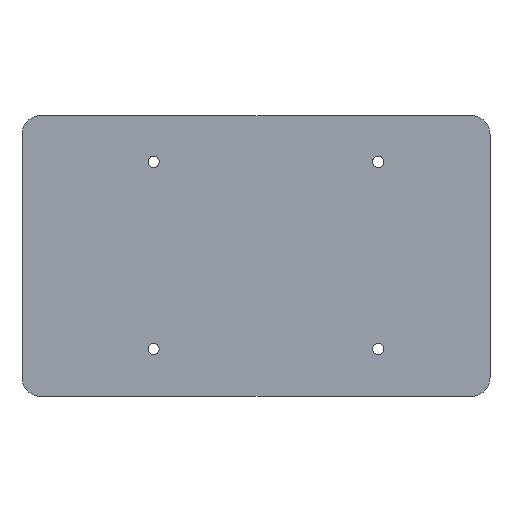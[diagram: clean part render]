
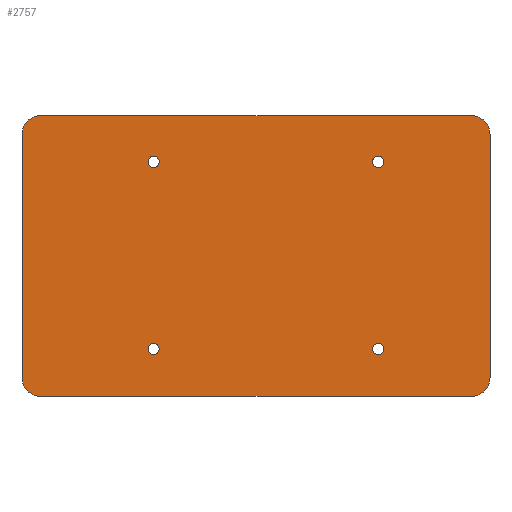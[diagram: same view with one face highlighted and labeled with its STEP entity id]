
A CAD part, front view. The second image highlights one B-rep face of the part: STEP entity #2757.
In plain terms, the highlighted planar face has unit normal (0, -1, 0).
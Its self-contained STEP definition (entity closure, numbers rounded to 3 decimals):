
#106 = CIRCLE ( 'NONE', #4423, 3. ) ;
#123 = DIRECTION ( 'NONE',  ( 0., 1., 0. ) ) ;
#131 = CARTESIAN_POINT ( 'NONE',  ( -125., 0., -65. ) ) ;
#152 = EDGE_CURVE ( 'NONE', #8951, #271, #106, .T. ) ;
#162 = EDGE_CURVE ( 'NONE', #8056, #2752, #3529, .T. ) ;
#216 = EDGE_LOOP ( 'NONE', ( #3396, #640 ) ) ;
#271 = VERTEX_POINT ( 'NONE', #8018 ) ;
#364 = DIRECTION ( 'NONE',  ( 0., 1., 0. ) ) ;
#640 = ORIENTED_EDGE ( 'NONE', *, *, #7314, .T. ) ;
#673 = FACE_BOUND ( 'NONE', #6502, .T. ) ;
#743 = DIRECTION ( 'NONE',  ( 0., 1., 0. ) ) ;
#786 = CARTESIAN_POINT ( 'NONE',  ( 65.319, 0., -49.688 ) ) ;
#867 = CARTESIAN_POINT ( 'NONE',  ( 115., 0., -65. ) ) ;
#890 = ORIENTED_EDGE ( 'NONE', *, *, #3222, .F. ) ;
#912 = CARTESIAN_POINT ( 'NONE',  ( 65.319, 0., 50.312 ) ) ;
#972 = EDGE_LOOP ( 'NONE', ( #7323, #1395 ) ) ;
#1001 = CIRCLE ( 'NONE', #3538, 3. ) ;
#1060 = CARTESIAN_POINT ( 'NONE',  ( -115., 0., 65. ) ) ;
#1263 = DIRECTION ( 'NONE',  ( 0., 1., 0. ) ) ;
#1328 = DIRECTION ( 'NONE',  ( 0., 0., 1. ) ) ;
#1368 = CARTESIAN_POINT ( 'NONE',  ( -125., 0., 65. ) ) ;
#1395 = ORIENTED_EDGE ( 'NONE', *, *, #4949, .T. ) ;
#1401 = CARTESIAN_POINT ( 'NONE',  ( -54.681, 0., -52.688 ) ) ;
#1427 = AXIS2_PLACEMENT_3D ( 'NONE', #867, #3722, #6359 ) ;
#1463 = DIRECTION ( 'NONE',  ( 0., 0., 1. ) ) ;
#1555 = FACE_BOUND ( 'NONE', #972, .T. ) ;
#1626 = CARTESIAN_POINT ( 'NONE',  ( 115., 0., 65. ) ) ;
#1648 = CARTESIAN_POINT ( 'NONE',  ( -54.681, 0., -46.688 ) ) ;
#1689 = DIRECTION ( 'NONE',  ( 0., 0., -1. ) ) ;
#1814 = ORIENTED_EDGE ( 'NONE', *, *, #2875, .T. ) ;
#1848 = AXIS2_PLACEMENT_3D ( 'NONE', #5159, #3724, #3201 ) ;
#1850 = EDGE_CURVE ( 'NONE', #8112, #3018, #4883, .T. ) ;
#1882 = AXIS2_PLACEMENT_3D ( 'NONE', #7740, #1263, #6337 ) ;
#2167 = CIRCLE ( 'NONE', #8259, 3. ) ;
#2193 = DIRECTION ( 'NONE',  ( 0., 1., 0. ) ) ;
#2210 = DIRECTION ( 'NONE',  ( 0., 0., 1. ) ) ;
#2334 = EDGE_LOOP ( 'NONE', ( #4150, #890, #6808, #3091, #4425, #3023, #7544, #5804 ) ) ;
#2413 = CARTESIAN_POINT ( 'NONE',  ( -54.681, 0., -49.688 ) ) ;
#2535 = CIRCLE ( 'NONE', #4863, 10. ) ;
#2591 = DIRECTION ( 'NONE',  ( 0., 1., 0. ) ) ;
#2619 = CIRCLE ( 'NONE', #5150, 10. ) ;
#2622 = VERTEX_POINT ( 'NONE', #6308 ) ;
#2752 = VERTEX_POINT ( 'NONE', #131 ) ;
#2757 = ADVANCED_FACE ( 'NONE', ( #1555, #4225, #673, #4966, #4323 ), #4413, .F. ) ;
#2875 = EDGE_CURVE ( 'NONE', #7254, #4929, #1001, .T. ) ;
#2958 = ORIENTED_EDGE ( 'NONE', *, *, #9098, .T. ) ;
#3018 = VERTEX_POINT ( 'NONE', #3330 ) ;
#3023 = ORIENTED_EDGE ( 'NONE', *, *, #8381, .F. ) ;
#3055 = EDGE_CURVE ( 'NONE', #4296, #4487, #6057, .T. ) ;
#3091 = ORIENTED_EDGE ( 'NONE', *, *, #4821, .F. ) ;
#3102 = AXIS2_PLACEMENT_3D ( 'NONE', #4549, #8077, #4461 ) ;
#3201 = DIRECTION ( 'NONE',  ( 0., 0., 1. ) ) ;
#3222 = EDGE_CURVE ( 'NONE', #3730, #3399, #8115, .T. ) ;
#3330 = CARTESIAN_POINT ( 'NONE',  ( -54.681, 0., 47.312 ) ) ;
#3396 = ORIENTED_EDGE ( 'NONE', *, *, #3055, .T. ) ;
#3399 = VERTEX_POINT ( 'NONE', #9090 ) ;
#3523 = VECTOR ( 'NONE', #1328, 1000. ) ;
#3529 = CIRCLE ( 'NONE', #1882, 10. ) ;
#3538 = AXIS2_PLACEMENT_3D ( 'NONE', #912, #3765, #3862 ) ;
#3579 = CARTESIAN_POINT ( 'NONE',  ( 65.319, 0., 47.312 ) ) ;
#3661 = CARTESIAN_POINT ( 'NONE',  ( -54.681, 0., -49.688 ) ) ;
#3722 = DIRECTION ( 'NONE',  ( 0., 1., 0. ) ) ;
#3724 = DIRECTION ( 'NONE',  ( 0., 1., 0. ) ) ;
#3730 = VERTEX_POINT ( 'NONE', #6060 ) ;
#3765 = DIRECTION ( 'NONE',  ( 0., 1., 0. ) ) ;
#3811 = ORIENTED_EDGE ( 'NONE', *, *, #3870, .T. ) ;
#3862 = DIRECTION ( 'NONE',  ( 0., 0., 1. ) ) ;
#3870 = EDGE_CURVE ( 'NONE', #271, #8951, #9163, .T. ) ;
#4006 = DIRECTION ( 'NONE',  ( 0., 1., 0. ) ) ;
#4014 = ORIENTED_EDGE ( 'NONE', *, *, #152, .T. ) ;
#4119 = AXIS2_PLACEMENT_3D ( 'NONE', #7794, #5753, #1463 ) ;
#4150 = ORIENTED_EDGE ( 'NONE', *, *, #7652, .F. ) ;
#4225 = FACE_BOUND ( 'NONE', #5867, .T. ) ;
#4296 = VERTEX_POINT ( 'NONE', #1648 ) ;
#4323 = FACE_OUTER_BOUND ( 'NONE', #2334, .T. ) ;
#4413 = PLANE ( 'NONE',  #1427 ) ;
#4423 = AXIS2_PLACEMENT_3D ( 'NONE', #4951, #7131, #8340 ) ;
#4425 = ORIENTED_EDGE ( 'NONE', *, *, #7331, .F. ) ;
#4461 = DIRECTION ( 'NONE',  ( 0., 0., 1. ) ) ;
#4487 = VERTEX_POINT ( 'NONE', #1401 ) ;
#4512 = CARTESIAN_POINT ( 'NONE',  ( 65.319, 0., 53.312 ) ) ;
#4540 = VECTOR ( 'NONE', #8226, 1000. ) ;
#4549 = CARTESIAN_POINT ( 'NONE',  ( -54.681, 0., 50.312 ) ) ;
#4610 = EDGE_CURVE ( 'NONE', #6100, #3730, #2535, .T. ) ;
#4682 = VECTOR ( 'NONE', #6133, 1000. ) ;
#4707 = EDGE_CURVE ( 'NONE', #5957, #8056, #4751, .T. ) ;
#4751 = LINE ( 'NONE', #8977, #4682 ) ;
#4821 = EDGE_CURVE ( 'NONE', #2622, #6100, #6094, .T. ) ;
#4863 = AXIS2_PLACEMENT_3D ( 'NONE', #1626, #364, #5222 ) ;
#4883 = CIRCLE ( 'NONE', #3102, 3. ) ;
#4929 = VERTEX_POINT ( 'NONE', #3579 ) ;
#4949 = EDGE_CURVE ( 'NONE', #3018, #8112, #5718, .T. ) ;
#4951 = CARTESIAN_POINT ( 'NONE',  ( 65.319, 0., -49.688 ) ) ;
#4966 = FACE_BOUND ( 'NONE', #216, .T. ) ;
#5084 = DIRECTION ( 'NONE',  ( 0., 0., 1. ) ) ;
#5150 = AXIS2_PLACEMENT_3D ( 'NONE', #1060, #4006, #8219 ) ;
#5159 = CARTESIAN_POINT ( 'NONE',  ( -54.681, 0., 50.312 ) ) ;
#5222 = DIRECTION ( 'NONE',  ( 0., 0., 1. ) ) ;
#5258 = DIRECTION ( 'NONE',  ( 0., 0., 1. ) ) ;
#5308 = AXIS2_PLACEMENT_3D ( 'NONE', #786, #743, #7729 ) ;
#5327 = CARTESIAN_POINT ( 'NONE',  ( 115., 0., -75. ) ) ;
#5398 = CARTESIAN_POINT ( 'NONE',  ( 115., 0., 75. ) ) ;
#5460 = VECTOR ( 'NONE', #1689, 1000. ) ;
#5718 = CIRCLE ( 'NONE', #1848, 3. ) ;
#5753 = DIRECTION ( 'NONE',  ( 0., 1., 0. ) ) ;
#5804 = ORIENTED_EDGE ( 'NONE', *, *, #4707, .F. ) ;
#5867 = EDGE_LOOP ( 'NONE', ( #1814, #2958 ) ) ;
#5957 = VERTEX_POINT ( 'NONE', #5327 ) ;
#5979 = CARTESIAN_POINT ( 'NONE',  ( 125., 0., 65. ) ) ;
#6034 = CARTESIAN_POINT ( 'NONE',  ( 115., 0., 75. ) ) ;
#6057 = CIRCLE ( 'NONE', #7393, 3. ) ;
#6060 = CARTESIAN_POINT ( 'NONE',  ( 125., 0., 65. ) ) ;
#6066 = CARTESIAN_POINT ( 'NONE',  ( -125., 0., 65. ) ) ;
#6094 = LINE ( 'NONE', #5398, #4540 ) ;
#6100 = VERTEX_POINT ( 'NONE', #6034 ) ;
#6133 = DIRECTION ( 'NONE',  ( -1., 0., 0. ) ) ;
#6232 = CARTESIAN_POINT ( 'NONE',  ( -54.681, 0., 53.312 ) ) ;
#6303 = LINE ( 'NONE', #1368, #3523 ) ;
#6308 = CARTESIAN_POINT ( 'NONE',  ( -115., 0., 75. ) ) ;
#6337 = DIRECTION ( 'NONE',  ( 0., 0., -1. ) ) ;
#6359 = DIRECTION ( 'NONE',  ( 0., 0., 1. ) ) ;
#6381 = CARTESIAN_POINT ( 'NONE',  ( 65.319, 0., 50.312 ) ) ;
#6485 = CIRCLE ( 'NONE', #4119, 10. ) ;
#6502 = EDGE_LOOP ( 'NONE', ( #3811, #4014 ) ) ;
#6605 = CIRCLE ( 'NONE', #7348, 3. ) ;
#6645 = VERTEX_POINT ( 'NONE', #6066 ) ;
#6808 = ORIENTED_EDGE ( 'NONE', *, *, #4610, .F. ) ;
#7131 = DIRECTION ( 'NONE',  ( 0., 1., 0. ) ) ;
#7254 = VERTEX_POINT ( 'NONE', #4512 ) ;
#7314 = EDGE_CURVE ( 'NONE', #4487, #4296, #2167, .T. ) ;
#7323 = ORIENTED_EDGE ( 'NONE', *, *, #1850, .T. ) ;
#7331 = EDGE_CURVE ( 'NONE', #6645, #2622, #2619, .T. ) ;
#7348 = AXIS2_PLACEMENT_3D ( 'NONE', #6381, #2193, #5084 ) ;
#7393 = AXIS2_PLACEMENT_3D ( 'NONE', #3661, #123, #2210 ) ;
#7459 = CARTESIAN_POINT ( 'NONE',  ( 65.319, 0., -52.688 ) ) ;
#7544 = ORIENTED_EDGE ( 'NONE', *, *, #162, .F. ) ;
#7652 = EDGE_CURVE ( 'NONE', #3399, #5957, #6485, .T. ) ;
#7723 = CARTESIAN_POINT ( 'NONE',  ( -115., 0., -75. ) ) ;
#7729 = DIRECTION ( 'NONE',  ( 0., 0., 1. ) ) ;
#7740 = CARTESIAN_POINT ( 'NONE',  ( -115., 0., -65. ) ) ;
#7794 = CARTESIAN_POINT ( 'NONE',  ( 115., 0., -65. ) ) ;
#8018 = CARTESIAN_POINT ( 'NONE',  ( 65.319, 0., -46.688 ) ) ;
#8056 = VERTEX_POINT ( 'NONE', #7723 ) ;
#8077 = DIRECTION ( 'NONE',  ( 0., 1., 0. ) ) ;
#8112 = VERTEX_POINT ( 'NONE', #6232 ) ;
#8115 = LINE ( 'NONE', #5979, #5460 ) ;
#8219 = DIRECTION ( 'NONE',  ( 0., 0., -1. ) ) ;
#8226 = DIRECTION ( 'NONE',  ( 1., 0., 0. ) ) ;
#8259 = AXIS2_PLACEMENT_3D ( 'NONE', #2413, #2591, #5258 ) ;
#8340 = DIRECTION ( 'NONE',  ( 0., 0., 1. ) ) ;
#8381 = EDGE_CURVE ( 'NONE', #2752, #6645, #6303, .T. ) ;
#8951 = VERTEX_POINT ( 'NONE', #7459 ) ;
#8977 = CARTESIAN_POINT ( 'NONE',  ( 115., 0., -75. ) ) ;
#9090 = CARTESIAN_POINT ( 'NONE',  ( 125., 0., -65. ) ) ;
#9098 = EDGE_CURVE ( 'NONE', #4929, #7254, #6605, .T. ) ;
#9163 = CIRCLE ( 'NONE', #5308, 3. ) ;
